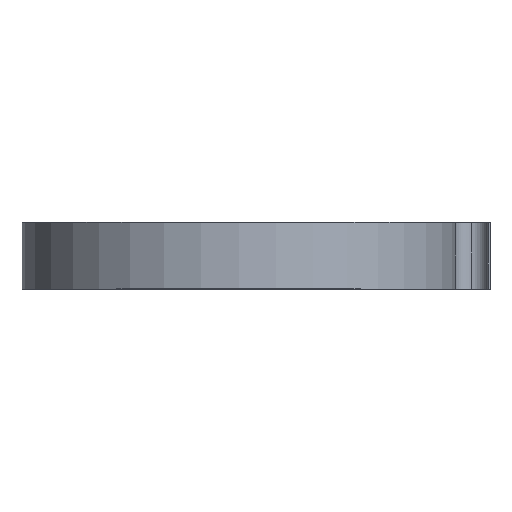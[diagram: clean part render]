
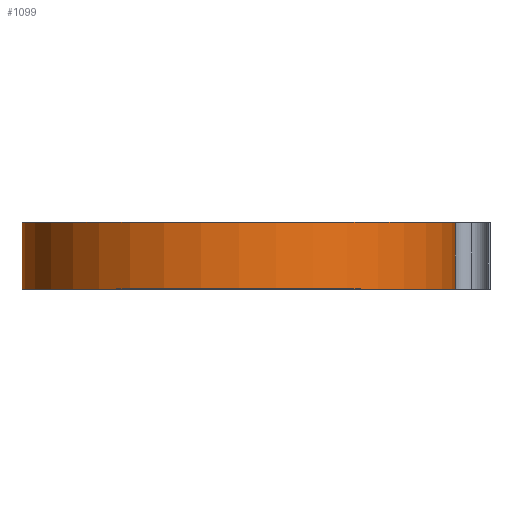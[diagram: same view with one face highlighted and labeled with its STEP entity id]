
A CAD part, top view. The second image highlights one B-rep face of the part: STEP entity #1099.
In plain terms, the highlighted cylindrical face has radius 26 mm (diameter 52 mm), a partial arc.
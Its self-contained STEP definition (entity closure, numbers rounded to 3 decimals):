
#118 = EDGE_CURVE ( 'NONE', #4697, #1274, #2031, .T. ) ;
#169 = EDGE_CURVE ( 'NONE', #4697, #5637, #5680, .T. ) ;
#291 = CARTESIAN_POINT ( 'NONE',  ( -26., 0., 0. ) ) ;
#296 = EDGE_CURVE ( 'NONE', #1274, #3584, #3736, .T. ) ;
#561 = DIRECTION ( 'NONE',  ( 0., -1., 0. ) ) ;
#857 = DIRECTION ( 'NONE',  ( 0., 1., 0. ) ) ;
#1075 = CARTESIAN_POINT ( 'NONE',  ( 26., 8., 0. ) ) ;
#1099 = ADVANCED_FACE ( 'NONE', ( #6040 ), #5603, .T. ) ;
#1274 = VERTEX_POINT ( 'NONE', #4235 ) ;
#1349 = AXIS2_PLACEMENT_3D ( 'NONE', #1365, #857, #3454 ) ;
#1365 = CARTESIAN_POINT ( 'NONE',  ( 0., 0., 0. ) ) ;
#1692 = CARTESIAN_POINT ( 'NONE',  ( 26., 0., 0. ) ) ;
#1727 = DIRECTION ( 'NONE',  ( 0., 1., 0. ) ) ;
#2031 = CIRCLE ( 'NONE', #4404, 26. ) ;
#2207 = CARTESIAN_POINT ( 'NONE',  ( 0., 8., 0. ) ) ;
#2229 = EDGE_CURVE ( 'NONE', #5637, #3584, #4261, .T. ) ;
#2364 = ORIENTED_EDGE ( 'NONE', *, *, #2229, .T. ) ;
#2552 = EDGE_LOOP ( 'NONE', ( #2364, #3432, #4626, #5813 ) ) ;
#3432 = ORIENTED_EDGE ( 'NONE', *, *, #296, .F. ) ;
#3454 = DIRECTION ( 'NONE',  ( 1., 0., 0. ) ) ;
#3484 = VECTOR ( 'NONE', #561, 1000. ) ;
#3498 = CARTESIAN_POINT ( 'NONE',  ( -26., 8., 0. ) ) ;
#3584 = VERTEX_POINT ( 'NONE', #1692 ) ;
#3736 = LINE ( 'NONE', #1075, #3484 ) ;
#3781 = DIRECTION ( 'NONE',  ( 1., 0., 0. ) ) ;
#4235 = CARTESIAN_POINT ( 'NONE',  ( 26., 8., 0. ) ) ;
#4261 = CIRCLE ( 'NONE', #1349, 26. ) ;
#4404 = AXIS2_PLACEMENT_3D ( 'NONE', #2207, #1727, #3781 ) ;
#4525 = DIRECTION ( 'NONE',  ( 0., 0., -1. ) ) ;
#4626 = ORIENTED_EDGE ( 'NONE', *, *, #118, .F. ) ;
#4697 = VERTEX_POINT ( 'NONE', #3498 ) ;
#4834 = VECTOR ( 'NONE', #5026, 1000. ) ;
#5026 = DIRECTION ( 'NONE',  ( 0., -1., 0. ) ) ;
#5077 = CARTESIAN_POINT ( 'NONE',  ( 0., 8., 0. ) ) ;
#5527 = CARTESIAN_POINT ( 'NONE',  ( -26., 8., 0. ) ) ;
#5603 = CYLINDRICAL_SURFACE ( 'NONE', #6522, 26. ) ;
#5637 = VERTEX_POINT ( 'NONE', #291 ) ;
#5680 = LINE ( 'NONE', #5527, #4834 ) ;
#5813 = ORIENTED_EDGE ( 'NONE', *, *, #169, .T. ) ;
#6040 = FACE_OUTER_BOUND ( 'NONE', #2552, .T. ) ;
#6107 = DIRECTION ( 'NONE',  ( 0., -1., 0. ) ) ;
#6522 = AXIS2_PLACEMENT_3D ( 'NONE', #5077, #6107, #4525 ) ;
